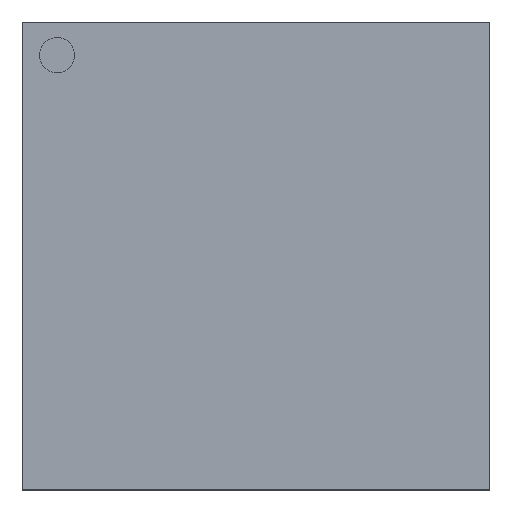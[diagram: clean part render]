
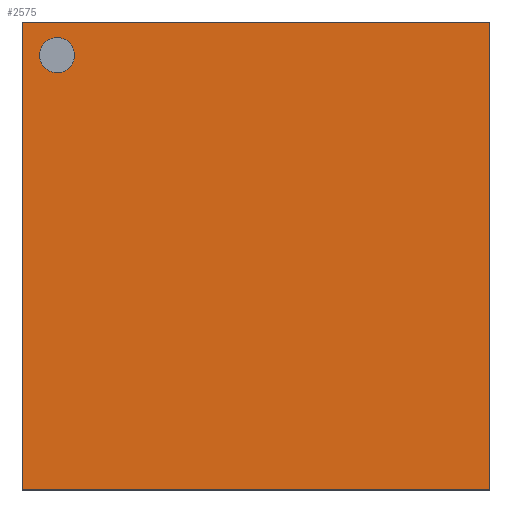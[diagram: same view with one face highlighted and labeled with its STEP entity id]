
A CAD part, top view. The second image highlights one B-rep face of the part: STEP entity #2575.
In plain terms, the highlighted planar face has unit normal (0, 0, 1).
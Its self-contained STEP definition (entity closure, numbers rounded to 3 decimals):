
#19 = ORIENTED_EDGE ( 'NONE', *, *, #3352, .T. ) ;
#33 = VERTEX_POINT ( 'NONE', #3008 ) ;
#160 = CARTESIAN_POINT ( 'NONE',  ( -0.851, 0.858, 0.8 ) ) ;
#181 = DIRECTION ( 'NONE',  ( 0., 0., 1. ) ) ;
#219 = EDGE_LOOP ( 'NONE', ( #2694, #3527, #519, #19 ) ) ;
#242 = VERTEX_POINT ( 'NONE', #470 ) ;
#244 = CARTESIAN_POINT ( 'NONE',  ( -1., 1., 0.8 ) ) ;
#470 = CARTESIAN_POINT ( 'NONE',  ( -1., 1., 0.8 ) ) ;
#485 = LINE ( 'NONE', #244, #1281 ) ;
#495 = CIRCLE ( 'NONE', #677, 0.075 ) ;
#499 = EDGE_CURVE ( 'NONE', #2731, #33, #495, .T. ) ;
#508 = ORIENTED_EDGE ( 'NONE', *, *, #499, .F. ) ;
#515 = DIRECTION ( 'NONE',  ( -1., 0., 0. ) ) ;
#519 = ORIENTED_EDGE ( 'NONE', *, *, #1474, .T. ) ;
#638 = CARTESIAN_POINT ( 'NONE',  ( 1., -1., 0.8 ) ) ;
#677 = AXIS2_PLACEMENT_3D ( 'NONE', #160, #1798, #3318 ) ;
#736 = DIRECTION ( 'NONE',  ( 1., 0., 0. ) ) ;
#761 = VERTEX_POINT ( 'NONE', #3435 ) ;
#1022 = LINE ( 'NONE', #1903, #3234 ) ;
#1206 = EDGE_CURVE ( 'NONE', #33, #2731, #2679, .T. ) ;
#1278 = DIRECTION ( 'NONE',  ( 1., 0., 0. ) ) ;
#1281 = VECTOR ( 'NONE', #515, 1000. ) ;
#1286 = CARTESIAN_POINT ( 'NONE',  ( -0.851, 0.858, 0.8 ) ) ;
#1313 = VECTOR ( 'NONE', #1278, 1000. ) ;
#1314 = VERTEX_POINT ( 'NONE', #638 ) ;
#1390 = AXIS2_PLACEMENT_3D ( 'NONE', #2758, #1946, #1926 ) ;
#1403 = CARTESIAN_POINT ( 'NONE',  ( -0.926, 0.858, 0.8 ) ) ;
#1474 = EDGE_CURVE ( 'NONE', #242, #3252, #1819, .T. ) ;
#1516 = DIRECTION ( 'NONE',  ( 0., -1., 0. ) ) ;
#1571 = EDGE_CURVE ( 'NONE', #1314, #761, #1022, .T. ) ;
#1592 = DIRECTION ( 'NONE',  ( 0., 1., 0. ) ) ;
#1613 = EDGE_CURVE ( 'NONE', #761, #242, #485, .T. ) ;
#1798 = DIRECTION ( 'NONE',  ( 0., 0., 1. ) ) ;
#1819 = LINE ( 'NONE', #3143, #2950 ) ;
#1903 = CARTESIAN_POINT ( 'NONE',  ( 1., 1., 0.8 ) ) ;
#1926 = DIRECTION ( 'NONE',  ( 1., 0., 0. ) ) ;
#1946 = DIRECTION ( 'NONE',  ( 0., 0., 1. ) ) ;
#2193 = FACE_BOUND ( 'NONE', #3457, .T. ) ;
#2243 = ORIENTED_EDGE ( 'NONE', *, *, #1206, .F. ) ;
#2575 = ADVANCED_FACE ( 'NONE', ( #2193, #3012 ), #3303, .T. ) ;
#2679 = CIRCLE ( 'NONE', #3488, 0.075 ) ;
#2694 = ORIENTED_EDGE ( 'NONE', *, *, #1571, .T. ) ;
#2731 = VERTEX_POINT ( 'NONE', #1403 ) ;
#2758 = CARTESIAN_POINT ( 'NONE',  ( 0., 0., 0.8 ) ) ;
#2936 = CARTESIAN_POINT ( 'NONE',  ( -1., -1., 0.8 ) ) ;
#2950 = VECTOR ( 'NONE', #1516, 1000. ) ;
#2953 = CARTESIAN_POINT ( 'NONE',  ( -1., -1., 0.8 ) ) ;
#3008 = CARTESIAN_POINT ( 'NONE',  ( -0.776, 0.858, 0.8 ) ) ;
#3012 = FACE_OUTER_BOUND ( 'NONE', #219, .T. ) ;
#3143 = CARTESIAN_POINT ( 'NONE',  ( -1., 1., 0.8 ) ) ;
#3234 = VECTOR ( 'NONE', #1592, 1000. ) ;
#3252 = VERTEX_POINT ( 'NONE', #2936 ) ;
#3303 = PLANE ( 'NONE',  #1390 ) ;
#3318 = DIRECTION ( 'NONE',  ( 1., 0., 0. ) ) ;
#3352 = EDGE_CURVE ( 'NONE', #3252, #1314, #3450, .T. ) ;
#3435 = CARTESIAN_POINT ( 'NONE',  ( 1., 1., 0.8 ) ) ;
#3450 = LINE ( 'NONE', #2953, #1313 ) ;
#3457 = EDGE_LOOP ( 'NONE', ( #2243, #508 ) ) ;
#3488 = AXIS2_PLACEMENT_3D ( 'NONE', #1286, #181, #736 ) ;
#3527 = ORIENTED_EDGE ( 'NONE', *, *, #1613, .T. ) ;
